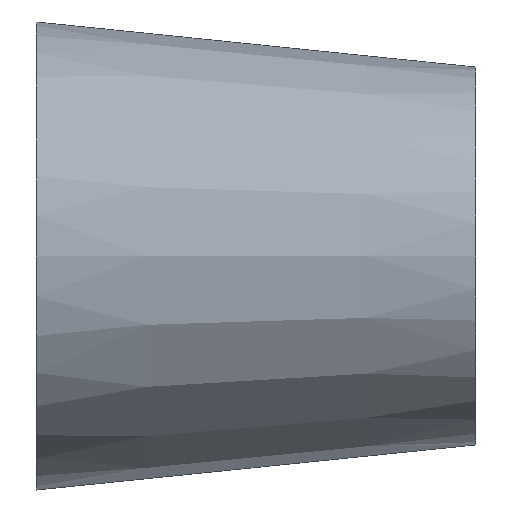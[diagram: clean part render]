
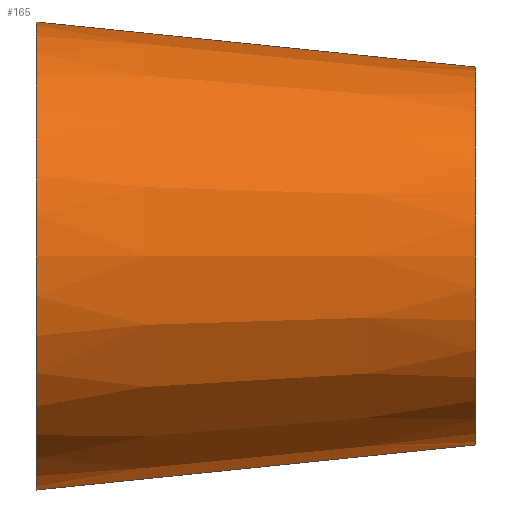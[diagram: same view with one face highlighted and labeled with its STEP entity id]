
A CAD part, front view. The second image highlights one B-rep face of the part: STEP entity #165.
In plain terms, the highlighted conical face has half-angle 5.852 degrees and reference radius 8.6 mm.
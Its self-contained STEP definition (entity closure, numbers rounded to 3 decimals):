
#4 = LINE ( 'NONE', #98, #199 ) ;
#7 = CARTESIAN_POINT ( 'NONE',  ( 20., 0., 8.6 ) ) ;
#27 = CARTESIAN_POINT ( 'NONE',  ( 0., 0., -10.65 ) ) ;
#29 = CARTESIAN_POINT ( 'NONE',  ( 20., 0., 0. ) ) ;
#39 = EDGE_LOOP ( 'NONE', ( #115, #97, #172, #158 ) ) ;
#45 = AXIS2_PLACEMENT_3D ( 'NONE', #29, #159, #242 ) ;
#48 = CARTESIAN_POINT ( 'NONE',  ( 0., 0., 0. ) ) ;
#68 = DIRECTION ( 'NONE',  ( -0.995, 0., 0.102 ) ) ;
#70 = FACE_OUTER_BOUND ( 'NONE', #39, .T. ) ;
#83 = EDGE_CURVE ( 'NONE', #151, #84, #4, .T. ) ;
#84 = VERTEX_POINT ( 'NONE', #27 ) ;
#97 = ORIENTED_EDGE ( 'NONE', *, *, #148, .F. ) ;
#98 = CARTESIAN_POINT ( 'NONE',  ( 20., 0., -8.6 ) ) ;
#101 = VERTEX_POINT ( 'NONE', #7 ) ;
#104 = DIRECTION ( 'NONE',  ( 1., 0., 0. ) ) ;
#107 = AXIS2_PLACEMENT_3D ( 'NONE', #48, #104, #244 ) ;
#108 = VERTEX_POINT ( 'NONE', #189 ) ;
#115 = ORIENTED_EDGE ( 'NONE', *, *, #83, .F. ) ;
#118 = CARTESIAN_POINT ( 'NONE',  ( 20., 0., 8.6 ) ) ;
#122 = CIRCLE ( 'NONE', #107, 10.65 ) ;
#137 = EDGE_CURVE ( 'NONE', #101, #108, #214, .T. ) ;
#148 = EDGE_CURVE ( 'NONE', #101, #151, #181, .T. ) ;
#151 = VERTEX_POINT ( 'NONE', #240 ) ;
#158 = ORIENTED_EDGE ( 'NONE', *, *, #241, .T. ) ;
#159 = DIRECTION ( 'NONE',  ( 1., 0., 0. ) ) ;
#160 = DIRECTION ( 'NONE',  ( -1., 0., 0. ) ) ;
#165 = ADVANCED_FACE ( 'NONE', ( #70 ), #225, .T. ) ;
#172 = ORIENTED_EDGE ( 'NONE', *, *, #137, .T. ) ;
#175 = DIRECTION ( 'NONE',  ( -0.995, 0., -0.102 ) ) ;
#177 = AXIS2_PLACEMENT_3D ( 'NONE', #222, #160, #196 ) ;
#181 = CIRCLE ( 'NONE', #45, 8.6 ) ;
#189 = CARTESIAN_POINT ( 'NONE',  ( 0., 0., 10.65 ) ) ;
#196 = DIRECTION ( 'NONE',  ( 0., 0., 1. ) ) ;
#199 = VECTOR ( 'NONE', #175, 1000. ) ;
#214 = LINE ( 'NONE', #118, #236 ) ;
#222 = CARTESIAN_POINT ( 'NONE',  ( 20., 0., 0. ) ) ;
#225 = CONICAL_SURFACE ( 'NONE', #177, 8.6, 0.102 ) ;
#236 = VECTOR ( 'NONE', #68, 1000. ) ;
#240 = CARTESIAN_POINT ( 'NONE',  ( 20., 0., -8.6 ) ) ;
#241 = EDGE_CURVE ( 'NONE', #108, #84, #122, .T. ) ;
#242 = DIRECTION ( 'NONE',  ( 0., 0., -1. ) ) ;
#244 = DIRECTION ( 'NONE',  ( 0., 0., -1. ) ) ;
